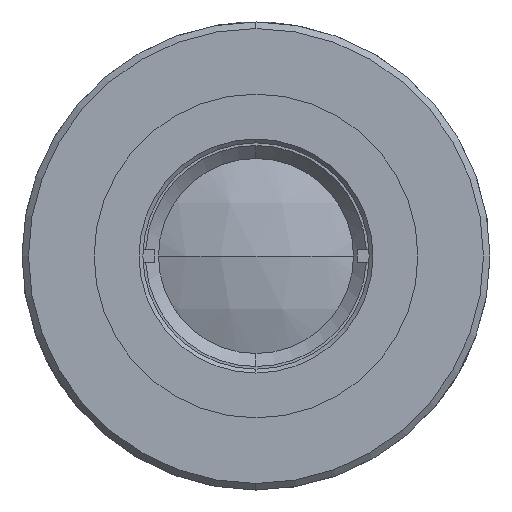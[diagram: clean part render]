
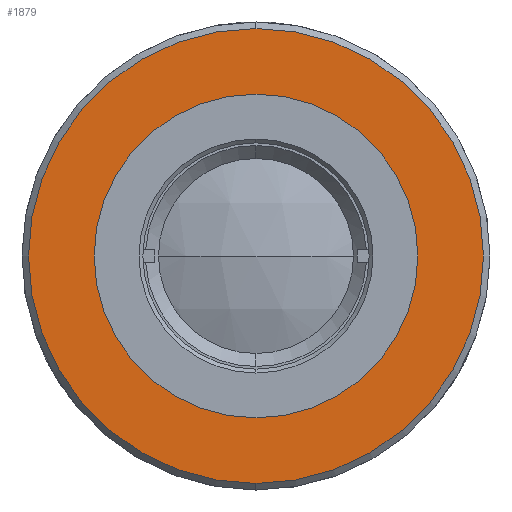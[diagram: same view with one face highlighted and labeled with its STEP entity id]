
A CAD part, left-side view. The second image highlights one B-rep face of the part: STEP entity #1879.
In plain terms, the highlighted planar face has unit normal (-1, 0, 0).
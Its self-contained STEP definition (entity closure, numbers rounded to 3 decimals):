
#60 = EDGE_CURVE ( 'NONE', #569, #3205, #1759, .T. ) ;
#140 = CARTESIAN_POINT ( 'NONE',  ( -5.003, 0., -17.5 ) ) ;
#325 = DIRECTION ( 'NONE',  ( -1., 0., 0. ) ) ;
#348 = DIRECTION ( 'NONE',  ( 0., 0., -1. ) ) ;
#569 = VERTEX_POINT ( 'NONE', #3799 ) ;
#573 = CIRCLE ( 'NONE', #2780, 17.5 ) ;
#662 = AXIS2_PLACEMENT_3D ( 'NONE', #4379, #997, #3989 ) ;
#804 = CIRCLE ( 'NONE', #4824, 17.5 ) ;
#944 = FACE_BOUND ( 'NONE', #1564, .T. ) ;
#997 = DIRECTION ( 'NONE',  ( -1., 0., 0. ) ) ;
#1349 = CARTESIAN_POINT ( 'NONE',  ( -5.003, 18., 0. ) ) ;
#1352 = DIRECTION ( 'NONE',  ( 0., 0., 1. ) ) ;
#1564 = EDGE_LOOP ( 'NONE', ( #4117, #2241 ) ) ;
#1717 = EDGE_LOOP ( 'NONE', ( #3846, #2102 ) ) ;
#1723 = VERTEX_POINT ( 'NONE', #140 ) ;
#1732 = DIRECTION ( 'NONE',  ( -1., 0., 0. ) ) ;
#1759 = CIRCLE ( 'NONE', #2142, 12.45 ) ;
#1879 = ADVANCED_FACE ( 'NONE', ( #3615, #944 ), #2456, .F. ) ;
#1935 = DIRECTION ( 'NONE',  ( -1., 0., 0. ) ) ;
#2102 = ORIENTED_EDGE ( 'NONE', *, *, #4488, .T. ) ;
#2139 = CARTESIAN_POINT ( 'NONE',  ( -5.003, 0., 0. ) ) ;
#2142 = AXIS2_PLACEMENT_3D ( 'NONE', #2139, #1732, #1352 ) ;
#2202 = CARTESIAN_POINT ( 'NONE',  ( -5.003, 0., 17.5 ) ) ;
#2241 = ORIENTED_EDGE ( 'NONE', *, *, #60, .F. ) ;
#2418 = VERTEX_POINT ( 'NONE', #2202 ) ;
#2456 = PLANE ( 'NONE',  #3544 ) ;
#2610 = DIRECTION ( 'NONE',  ( 0., 0., -1. ) ) ;
#2780 = AXIS2_PLACEMENT_3D ( 'NONE', #4825, #325, #2610 ) ;
#2871 = DIRECTION ( 'NONE',  ( 0., 0., -1. ) ) ;
#3205 = VERTEX_POINT ( 'NONE', #4638 ) ;
#3332 = CIRCLE ( 'NONE', #662, 12.45 ) ;
#3544 = AXIS2_PLACEMENT_3D ( 'NONE', #1349, #3960, #2871 ) ;
#3615 = FACE_OUTER_BOUND ( 'NONE', #1717, .T. ) ;
#3799 = CARTESIAN_POINT ( 'NONE',  ( -5.003, 0., -12.45 ) ) ;
#3846 = ORIENTED_EDGE ( 'NONE', *, *, #4113, .T. ) ;
#3960 = DIRECTION ( 'NONE',  ( 1., 0., 0. ) ) ;
#3989 = DIRECTION ( 'NONE',  ( 0., 0., 1. ) ) ;
#4067 = EDGE_CURVE ( 'NONE', #3205, #569, #3332, .T. ) ;
#4113 = EDGE_CURVE ( 'NONE', #1723, #2418, #804, .T. ) ;
#4117 = ORIENTED_EDGE ( 'NONE', *, *, #4067, .F. ) ;
#4203 = CARTESIAN_POINT ( 'NONE',  ( -5.003, 0., 0. ) ) ;
#4379 = CARTESIAN_POINT ( 'NONE',  ( -5.003, 0., 0. ) ) ;
#4488 = EDGE_CURVE ( 'NONE', #2418, #1723, #573, .T. ) ;
#4638 = CARTESIAN_POINT ( 'NONE',  ( -5.003, 0., 12.45 ) ) ;
#4824 = AXIS2_PLACEMENT_3D ( 'NONE', #4203, #1935, #348 ) ;
#4825 = CARTESIAN_POINT ( 'NONE',  ( -5.003, 0., 0. ) ) ;
